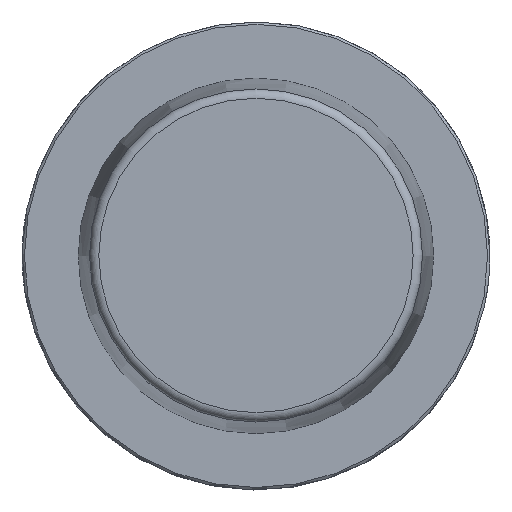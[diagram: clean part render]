
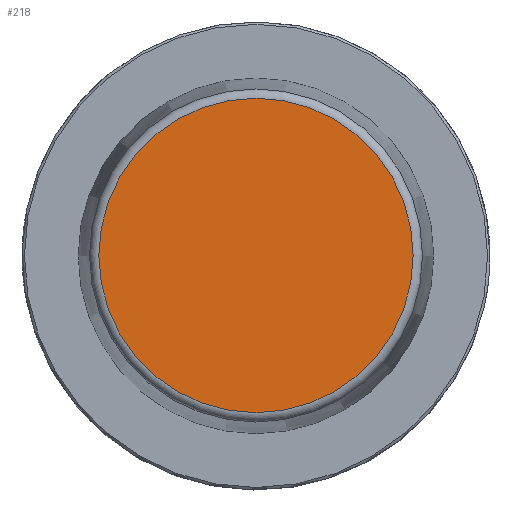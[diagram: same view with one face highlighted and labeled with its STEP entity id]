
A CAD part, top view. The second image highlights one B-rep face of the part: STEP entity #218.
In plain terms, the highlighted planar face has unit normal (0, 0, 1).
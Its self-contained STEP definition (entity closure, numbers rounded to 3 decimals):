
#218=ADVANCED_FACE('',(#298),#272,.T.);
#272=PLANE('',#1253);
#298=FACE_OUTER_BOUND('',#366,.T.);
#366=EDGE_LOOP('',(#635));
#635=ORIENTED_EDGE('',*,*,#1012,.F.);
#888=VERTEX_POINT('',#1947);
#1012=EDGE_CURVE('',#888,#888,#1127,.T.);
#1127=CIRCLE('',#1252,33.6);
#1252=AXIS2_PLACEMENT_3D('',#1946,#1477,#1478);
#1253=AXIS2_PLACEMENT_3D('',#1948,#1479,#1480);
#1477=DIRECTION('',(0.,0.,-1.));
#1478=DIRECTION('',(1.,0.,0.));
#1479=DIRECTION('',(0.,0.,1.));
#1480=DIRECTION('',(-1.,0.,0.));
#1946=CARTESIAN_POINT('',(0.,0.,50.));
#1947=CARTESIAN_POINT('',(33.6,0.,50.));
#1948=CARTESIAN_POINT('',(0.,-33.6,50.));
